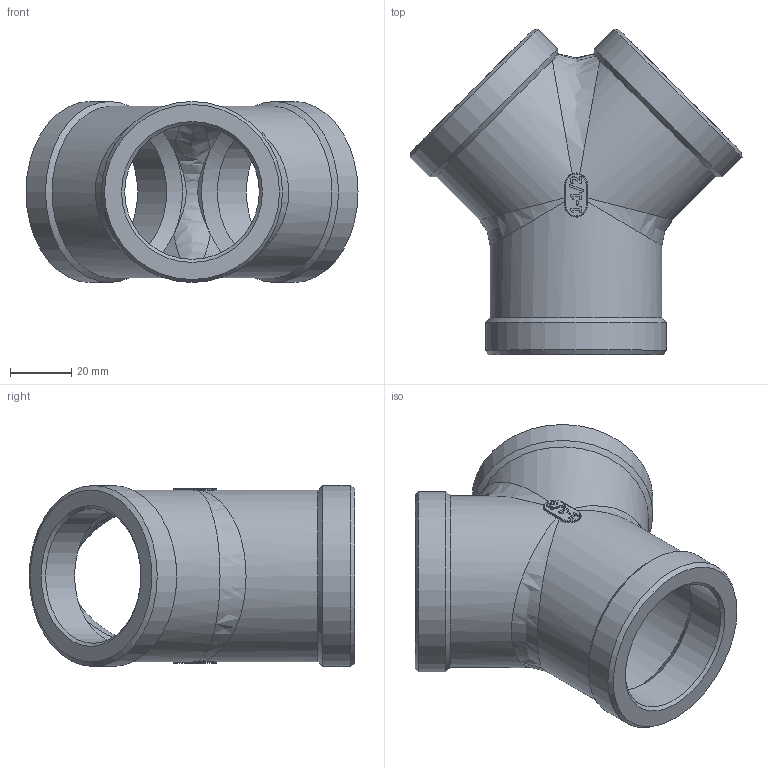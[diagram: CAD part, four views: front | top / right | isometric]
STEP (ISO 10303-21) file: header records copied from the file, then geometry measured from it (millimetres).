
FILE_DESCRIPTION(/* description */ ('Unknown'),/* implementation_level */ '2;1');
FILE_NAME(/* name */ '20201124-R-308-L-013-DN40',/* time_stamp */ '2020-11-24T09:43:58+08:00',/* author */ ('Unknown'),/* organization */ ('Unknown'),/* preprocessor_version */ 'ST-DEVELOPER v16.7',/* originating_system */ 'DEX',/* authorisation */ $);
FILE_SCHEMA (('AUTOMOTIVE_DESIGN {1 0 10303 214 3 1 1}'));
Length unit declared in the file: millimetre
Products named in the file (1): R-308-DN40
Bounding box: 108.19 x 106.09 x 59 mm (x, y, z)
Volume: 82409.7 mm3; surface area: 42341.7 mm2
Topology: 1 solids, 1 shells, 137 faces, 350 edges, 213 vertices
Faces by surface type: bspline 57, plane 38, cylinder 26, cone 12, torus 4
Full cylindrical faces by diameter (mm): 43.9 x3, 51.2 x1, 56 x1, 59 x3
Entity records: 6740 total; most frequent: CARTESIAN_POINT 3938, ORIENTED_EDGE 636, DIRECTION 419, EDGE_CURVE 318, VERTEX_POINT 207, EDGE_LOOP 165, FACE_BOUND 165, AXIS2_PLACEMENT_3D 149
